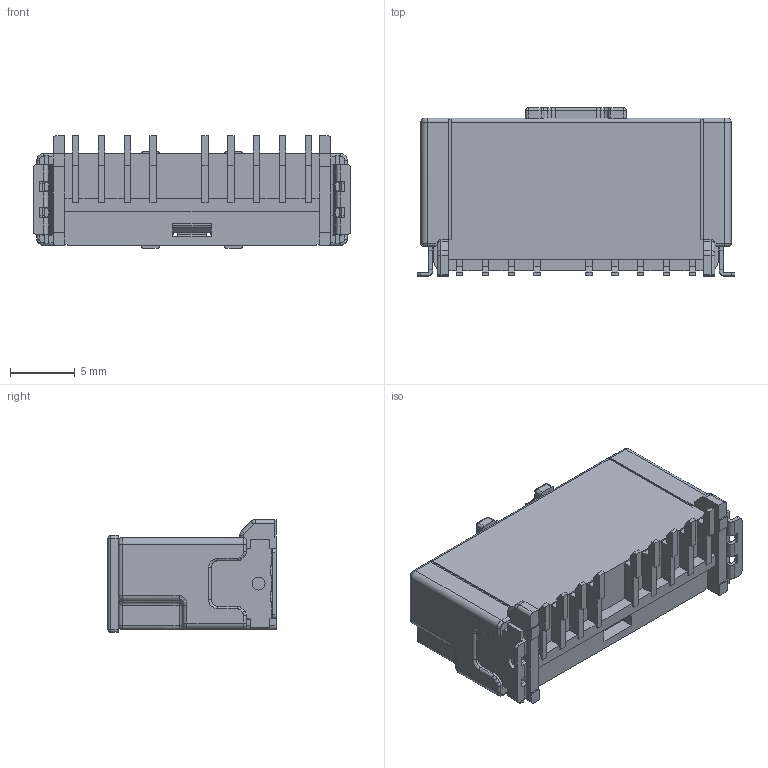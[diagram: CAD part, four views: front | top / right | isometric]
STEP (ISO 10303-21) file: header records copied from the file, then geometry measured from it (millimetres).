
FILE_DESCRIPTION (( 'STEP AP214' ), '1' );
FILE_NAME ('C_020_D_C_SMT_9M_V_ASSY_BK_(B)_Rev.C.STEP', '2022-10-19T23:46:10', ( 'jkhwang' ), ( '' ), 'SwSTEP 2.0', 'SolidWorks 2020', '' );
FILE_SCHEMA (( 'AUTOMOTIVE_DESIGN' ));
Length unit declared in the file: millimetre
Products named in the file (1): C_020_D_C_SMT_9M_V_ASSY_BK_(B)_Rev.C
Bounding box: 24.6 x 13 x 8.72 mm (x, y, z)
Volume: 916.3 mm3; surface area: 2358.5 mm2
Topology: 2 solids, 2 shells, 1123 faces, 3030 edges, 1885 vertices
Faces by surface type: plane 625, cylinder 360, bspline 87, cone 30, torus 13, sphere 8
Full cylindrical faces by diameter (mm): 1 x2
Entity records: 37388 total; most frequent: CARTESIAN_POINT 10516, ORIENTED_EDGE 5968, DIRECTION 5073, EDGE_CURVE 2984, LINE 2001, VECTOR 2001, VERTEX_POINT 1885, AXIS2_PLACEMENT_3D 1536
